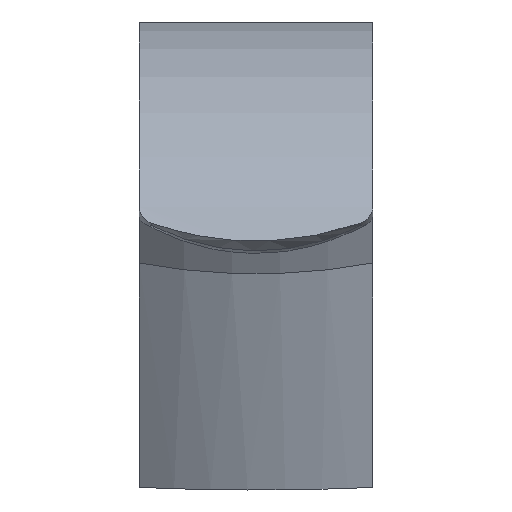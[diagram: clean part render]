
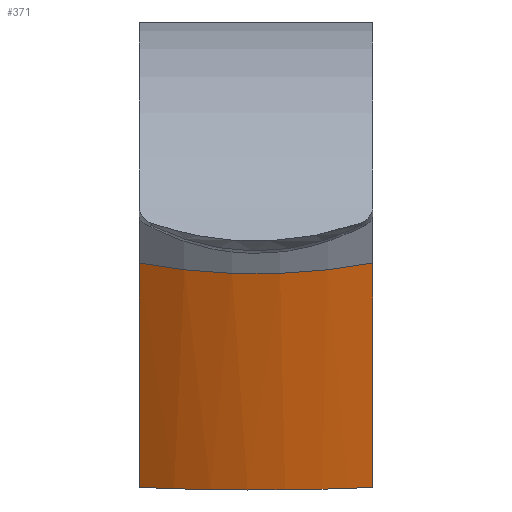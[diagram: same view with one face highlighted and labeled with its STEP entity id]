
A CAD part, front view. The second image highlights one B-rep face of the part: STEP entity #371.
In plain terms, the highlighted free-form (B-spline) face has degree [3, 1] with [10, 3] control points.
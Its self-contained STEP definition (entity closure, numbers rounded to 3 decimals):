
#33=(
BOUNDED_SURFACE()
B_SPLINE_SURFACE(3,1,((#605,#606,#607),(#608,#609,#610),(#611,#612,#613),
(#614,#615,#616),(#617,#618,#619),(#620,#621,#622),(#623,#624,#625),(#626,
#627,#628),(#629,#630,#631),(#632,#633,#634)),
 .SURF_OF_LINEAR_EXTRUSION.,.F.,.F.,.F.)
B_SPLINE_SURFACE_WITH_KNOTS((4,3,3,4),(2,1,2),(-1.16,0.,1.,
2.16),(0.,1.,1.217),.PIECEWISE_BEZIER_KNOTS.)
GEOMETRIC_REPRESENTATION_ITEM()
RATIONAL_B_SPLINE_SURFACE(((1.,1.,1.),(1.,1.,1.),(1.,1.,1.),(1.,1.,1.),
(0.937,0.937,0.937),(0.937,
0.937,0.937),(1.,1.,1.),(1.,1.,1.),(1.,1.,1.),(1.,
1.,1.)))
REPRESENTATION_ITEM('')
SURFACE()
);
#37=B_SPLINE_CURVE_WITH_KNOTS('',3,(#635,#636,#637,#638,#639),
 .UNSPECIFIED.,.F.,.F.,(4,1,4),(0.011,0.015,0.02),
 .UNSPECIFIED.);
#53=CIRCLE('',#416,10.625);
#60=LINE('',#563,#87);
#73=LINE('',#602,#100);
#87=VECTOR('',#457,1000.);
#100=VECTOR('',#480,1000.);
#140=ORIENTED_EDGE('',*,*,#241,.T.);
#141=ORIENTED_EDGE('',*,*,#243,.T.);
#142=ORIENTED_EDGE('',*,*,#223,.F.);
#143=ORIENTED_EDGE('',*,*,#244,.T.);
#223=EDGE_CURVE('',#275,#276,#60,.T.);
#241=EDGE_CURVE('',#293,#292,#73,.T.);
#243=EDGE_CURVE('',#292,#276,#37,.T.);
#244=EDGE_CURVE('',#275,#293,#53,.F.);
#275=VERTEX_POINT('',#562);
#276=VERTEX_POINT('',#564);
#292=VERTEX_POINT('',#601);
#293=VERTEX_POINT('',#603);
#311=EDGE_LOOP('',(#140,#141,#142,#143));
#337=FACE_BOUND('',#311,.T.);
#371=ADVANCED_FACE('',(#337),#33,.F.);
#416=AXIS2_PLACEMENT_3D('',#640,#483,#484);
#457=DIRECTION('',(0.,0.326,-0.945));
#480=DIRECTION('',(0.,0.326,-0.945));
#483=DIRECTION('',(0.,-0.43,0.903));
#484=DIRECTION('',(-1.,0.,0.));
#562=CARTESIAN_POINT('',(4.544,-86.965,184.712));
#563=CARTESIAN_POINT('',(4.544,-86.965,184.712));
#564=CARTESIAN_POINT('',(4.544,-84.072,176.318));
#601=CARTESIAN_POINT('',(-4.206,-84.072,176.318));
#602=CARTESIAN_POINT('',(-4.206,-86.965,184.712));
#603=CARTESIAN_POINT('',(-4.206,-86.965,184.712));
#605=CARTESIAN_POINT('',(-13.784,-82.923,186.639));
#606=CARTESIAN_POINT('',(-13.784,-80.136,178.551));
#607=CARTESIAN_POINT('',(-13.784,-79.53,176.794));
#608=CARTESIAN_POINT('',(-10.633,-84.253,186.005));
#609=CARTESIAN_POINT('',(-10.633,-81.466,177.917));
#610=CARTESIAN_POINT('',(-10.633,-80.86,176.16));
#611=CARTESIAN_POINT('',(-7.482,-85.583,185.371));
#612=CARTESIAN_POINT('',(-7.482,-82.796,177.283));
#613=CARTESIAN_POINT('',(-7.482,-82.19,175.526));
#614=CARTESIAN_POINT('',(-4.331,-86.913,184.737));
#615=CARTESIAN_POINT('',(-4.331,-84.125,176.649));
#616=CARTESIAN_POINT('',(-4.331,-83.52,174.892));
#617=CARTESIAN_POINT('',(-1.431,-88.137,184.154));
#618=CARTESIAN_POINT('',(-1.431,-85.349,176.065));
#619=CARTESIAN_POINT('',(-1.431,-84.744,174.309));
#620=CARTESIAN_POINT('',(1.77,-88.137,184.154));
#621=CARTESIAN_POINT('',(1.77,-85.349,176.065));
#622=CARTESIAN_POINT('',(1.77,-84.744,174.309));
#623=CARTESIAN_POINT('',(4.669,-86.913,184.737));
#624=CARTESIAN_POINT('',(4.669,-84.125,176.649));
#625=CARTESIAN_POINT('',(4.669,-83.52,174.892));
#626=CARTESIAN_POINT('',(7.821,-85.583,185.371));
#627=CARTESIAN_POINT('',(7.821,-82.796,177.283));
#628=CARTESIAN_POINT('',(7.821,-82.19,175.526));
#629=CARTESIAN_POINT('',(10.972,-84.253,186.005));
#630=CARTESIAN_POINT('',(10.972,-81.466,177.917));
#631=CARTESIAN_POINT('',(10.972,-80.86,176.16));
#632=CARTESIAN_POINT('',(14.123,-82.923,186.639));
#633=CARTESIAN_POINT('',(14.123,-80.136,178.551));
#634=CARTESIAN_POINT('',(14.123,-79.53,176.794));
#635=CARTESIAN_POINT('',(-4.206,-84.072,176.318));
#636=CARTESIAN_POINT('',(-2.829,-84.703,176.252));
#637=CARTESIAN_POINT('',(0.169,-85.358,176.184));
#638=CARTESIAN_POINT('',(3.189,-84.693,176.253));
#639=CARTESIAN_POINT('',(4.544,-84.072,176.318));
#640=CARTESIAN_POINT('',(0.169,-78.225,188.879));
